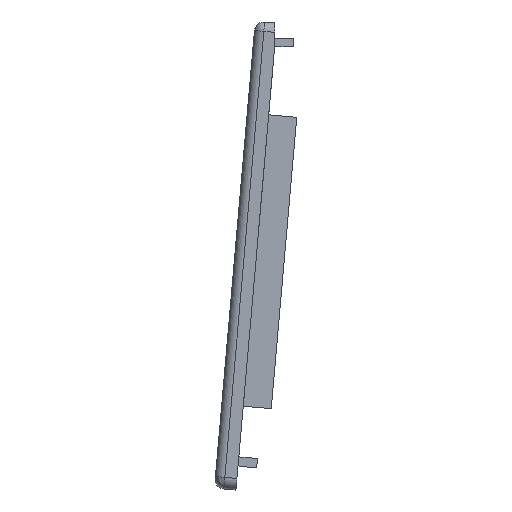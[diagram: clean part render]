
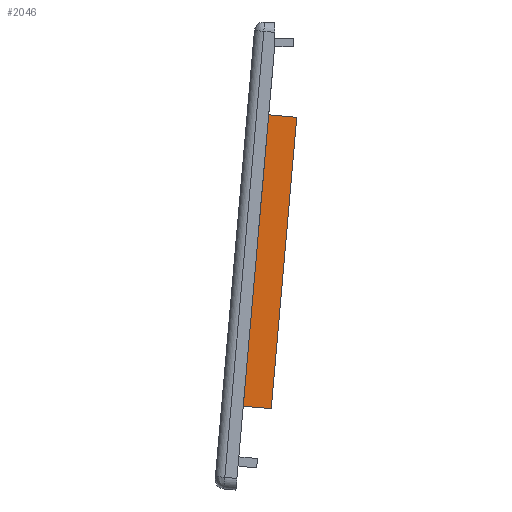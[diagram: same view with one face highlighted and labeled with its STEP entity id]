
A CAD part, left-side view. The second image highlights one B-rep face of the part: STEP entity #2046.
In plain terms, the highlighted planar face has unit normal (-1, 0, 0).
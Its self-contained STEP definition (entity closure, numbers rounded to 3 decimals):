
#88=FACE_OUTER_BOUND('',#204,.T.);
#204=EDGE_LOOP('',(#1507,#1508,#1509,#1510,#1511,#1512,#1513,#1514,#1515,
#1516,#1517,#1518,#1519,#1520));
#352=LINE('',#2924,#624);
#363=LINE('',#2950,#635);
#366=LINE('',#2955,#638);
#419=LINE('',#3063,#691);
#422=LINE('',#3072,#694);
#425=LINE('',#3080,#697);
#427=LINE('',#3083,#699);
#429=LINE('',#3086,#701);
#430=LINE('',#3089,#702);
#431=LINE('',#3091,#703);
#432=LINE('',#3093,#704);
#433=LINE('',#3095,#705);
#434=LINE('',#3096,#706);
#435=LINE('',#3097,#707);
#624=VECTOR('',#2362,10.);
#635=VECTOR('',#2381,10.);
#638=VECTOR('',#2384,10.);
#691=VECTOR('',#2441,10.);
#694=VECTOR('',#2448,10.);
#697=VECTOR('',#2455,10.);
#699=VECTOR('',#2459,10.);
#701=VECTOR('',#2463,10.);
#702=VECTOR('',#2466,10.);
#703=VECTOR('',#2467,10.);
#704=VECTOR('',#2468,10.);
#705=VECTOR('',#2469,10.);
#706=VECTOR('',#2470,10.);
#707=VECTOR('',#2471,10.);
#889=VERTEX_POINT('',#2922);
#890=VERTEX_POINT('',#2923);
#900=VERTEX_POINT('',#2947);
#901=VERTEX_POINT('',#2949);
#903=VERTEX_POINT('',#2954);
#956=VERTEX_POINT('',#3062);
#959=VERTEX_POINT('',#3069);
#960=VERTEX_POINT('',#3071);
#962=VERTEX_POINT('',#3076);
#963=VERTEX_POINT('',#3078);
#964=VERTEX_POINT('',#3088);
#965=VERTEX_POINT('',#3090);
#966=VERTEX_POINT('',#3092);
#967=VERTEX_POINT('',#3094);
#1095=EDGE_CURVE('',#889,#890,#352,.T.);
#1109=EDGE_CURVE('',#900,#901,#363,.T.);
#1112=EDGE_CURVE('',#890,#903,#366,.T.);
#1166=EDGE_CURVE('',#901,#956,#419,.T.);
#1170=EDGE_CURVE('',#959,#960,#422,.T.);
#1174=EDGE_CURVE('',#963,#962,#425,.T.);
#1176=EDGE_CURVE('',#903,#963,#427,.T.);
#1178=EDGE_CURVE('',#960,#900,#429,.T.);
#1179=EDGE_CURVE('',#964,#959,#430,.T.);
#1180=EDGE_CURVE('',#965,#964,#431,.T.);
#1181=EDGE_CURVE('',#966,#965,#432,.T.);
#1182=EDGE_CURVE('',#967,#966,#433,.T.);
#1183=EDGE_CURVE('',#962,#967,#434,.T.);
#1184=EDGE_CURVE('',#956,#889,#435,.T.);
#1507=ORIENTED_EDGE('',*,*,#1178,.F.);
#1508=ORIENTED_EDGE('',*,*,#1170,.F.);
#1509=ORIENTED_EDGE('',*,*,#1179,.F.);
#1510=ORIENTED_EDGE('',*,*,#1180,.F.);
#1511=ORIENTED_EDGE('',*,*,#1181,.F.);
#1512=ORIENTED_EDGE('',*,*,#1182,.F.);
#1513=ORIENTED_EDGE('',*,*,#1183,.F.);
#1514=ORIENTED_EDGE('',*,*,#1174,.F.);
#1515=ORIENTED_EDGE('',*,*,#1176,.F.);
#1516=ORIENTED_EDGE('',*,*,#1112,.F.);
#1517=ORIENTED_EDGE('',*,*,#1095,.F.);
#1518=ORIENTED_EDGE('',*,*,#1184,.F.);
#1519=ORIENTED_EDGE('',*,*,#1166,.F.);
#1520=ORIENTED_EDGE('',*,*,#1109,.F.);
#1953=PLANE('',#2175);
#2046=ADVANCED_FACE('',(#88),#1953,.F.);
#2175=AXIS2_PLACEMENT_3D('',#3087,#2464,#2465);
#2362=DIRECTION('',(0.,0.996,0.087));
#2381=DIRECTION('',(0.,0.087,-0.996));
#2384=DIRECTION('',(0.,0.087,-0.996));
#2441=DIRECTION('',(0.,-0.996,-0.087));
#2448=DIRECTION('',(0.,0.087,-0.996));
#2455=DIRECTION('',(0.,0.087,-0.996));
#2459=DIRECTION('',(0.,0.996,0.087));
#2463=DIRECTION('',(0.,-0.996,-0.087));
#2464=DIRECTION('center_axis',(1.,0.,0.));
#2465=DIRECTION('ref_axis',(0.,0.,-1.));
#2466=DIRECTION('',(0.,0.087,-0.996));
#2467=DIRECTION('',(0.,-0.996,-0.087));
#2468=DIRECTION('',(0.,-0.087,0.996));
#2469=DIRECTION('',(0.,0.996,0.087));
#2470=DIRECTION('',(0.,0.087,-0.996));
#2471=DIRECTION('',(0.,0.087,-0.996));
#2922=CARTESIAN_POINT('',(80.755,9.833,-37.548));
#2923=CARTESIAN_POINT('',(80.755,15.81,-37.025));
#2924=CARTESIAN_POINT('',(80.755,17.498,-36.878));
#2947=CARTESIAN_POINT('',(80.755,9.937,30.108));
#2949=CARTESIAN_POINT('',(80.755,10.372,25.138));
#2950=CARTESIAN_POINT('',(80.755,14.635,-23.595));
#2954=CARTESIAN_POINT('',(80.755,16.276,-42.344));
#2955=CARTESIAN_POINT('',(80.755,14.635,-23.595));
#3062=CARTESIAN_POINT('',(80.755,4.395,24.615));
#3063=CARTESIAN_POINT('',(80.755,12.059,25.285));
#3069=CARTESIAN_POINT('',(80.755,13.049,31.256));
#3071=CARTESIAN_POINT('',(80.755,13.125,30.387));
#3072=CARTESIAN_POINT('',(80.755,16.022,-2.733));
#3076=CARTESIAN_POINT('',(80.755,19.539,-42.934));
#3078=CARTESIAN_POINT('',(80.755,19.463,-42.065));
#3080=CARTESIAN_POINT('',(80.755,19.669,-44.418));
#3083=CARTESIAN_POINT('',(80.755,19.059,-42.101));
#3086=CARTESIAN_POINT('',(80.755,11.624,30.256));
#3087=CARTESIAN_POINT('Origin',(80.755,19.637,-41.894));
#3088=CARTESIAN_POINT('',(80.755,12.95,32.38));
#3089=CARTESIAN_POINT('',(80.755,16.022,-2.733));
#3090=CARTESIAN_POINT('',(80.755,14.333,32.501));
#3091=CARTESIAN_POINT('',(80.755,13.337,32.413));
#3092=CARTESIAN_POINT('',(80.755,21.02,-43.937));
#3093=CARTESIAN_POINT('',(80.755,19.206,-23.195));
#3094=CARTESIAN_POINT('',(80.755,19.638,-44.058));
#3095=CARTESIAN_POINT('',(80.755,20.024,-44.024));
#3096=CARTESIAN_POINT('',(80.755,19.669,-44.418));
#3097=CARTESIAN_POINT('',(80.755,8.68,-24.372));
